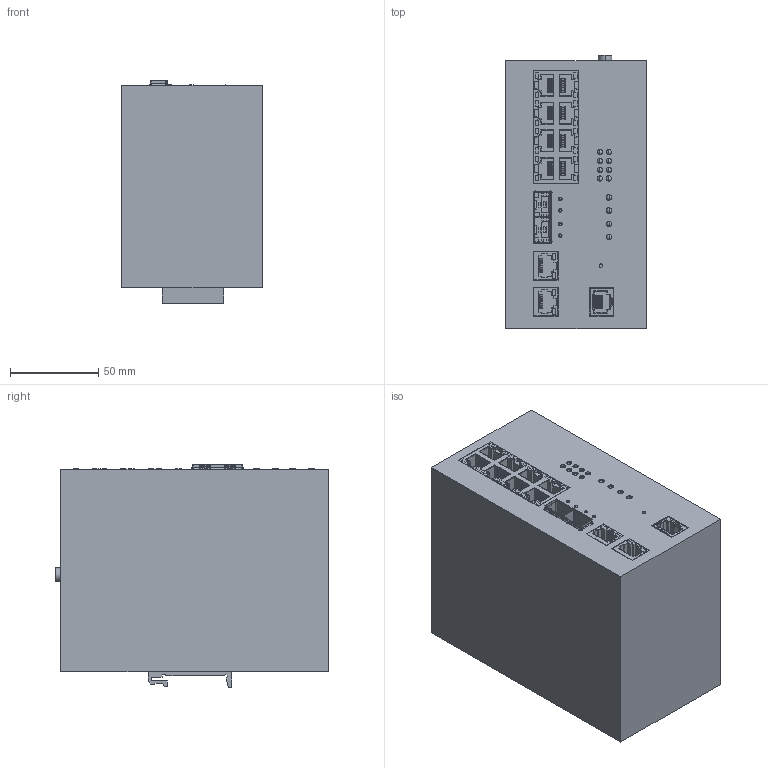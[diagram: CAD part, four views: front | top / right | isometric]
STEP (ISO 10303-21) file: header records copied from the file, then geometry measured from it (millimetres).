
FILE_DESCRIPTION (( 'STEP AP214' ), '1' );
FILE_NAME ('MES3508P.STEP', '2023-03-15T08:41:29', ( '' ), ( '' ), 'SwSTEP 2.0', 'SolidWorks 2021', '' );
FILE_SCHEMA (( 'AUTOMOTIVE_DESIGN' ));
Length unit declared in the file: millimetre
Products named in the file (15): RJ45_1GB_1X1_LED_UP_RJ45_1GB_1X1_LED_UP_B-top B50S(28-07)G8-85-P223-B12; MES3508P; LOGOTIP_ELTEX_LOGOTIP_ELTEX; TYCO21982311_TYCO21982311; SWT42_SWT42_SWT-42-4.3; Áàáûøêà MES3508P; L1301_L1301_L-130WDT-1GYW; Plate mes3508(p) (1v2); L7104FO_L7104FO; RJ45_2X4_8P8C_WL_RJ45_2X4_8P8C_WL_kingsun 3027s-48831; MSTBA2_5_3G_MSTBA2_5_3G; REPER_REPER; RJ45_1X1_SH_RJ45_1X1_SH_3019AB5611(KINSUN); Plate spm-dc-mes3508p (1v7); MSTBA2_5_2G_MSTBA2_5_2G
Assembly tree (22 placements, depth 3):
  MES3508P
    Plate mes3508(p) (1v2)
      TYCO21982311_TYCO21982311
      REPER_REPER  x2
      RJ45_1GB_1X1_LED_UP_RJ45_1GB_1X1_LED_UP_B-top B50S(28-07)G8-85-P223-B12  x2
      RJ45_2X4_8P8C_WL_RJ45_2X4_8P8C_WL_kingsun 3027s-48831
    Plate spm-dc-mes3508p (1v7)
      RJ45_1X1_SH_RJ45_1X1_SH_3019AB5611(KINSUN)
      L1301_L1301_L-130WDT-1GYW  x4
      SWT42_SWT42_SWT-42-4.3
      L7104FO_L7104FO  x4
      MSTBA2_5_2G_MSTBA2_5_2G  x2
      MSTBA2_5_3G_MSTBA2_5_3G
    Áàáûøêà MES3508P
  LOGOTIP_ELTEX_LOGOTIP_ELTEX
Bounding box: 80 x 155 x 126.58 mm (x, y, z)
Volume: 198708.4 mm3; surface area: 190266.1 mm2
Topology: 48 solids, 51 shells, 5690 faces, 16113 edges, 10633 vertices
Faces by surface type: plane 3758, cylinder 1673, bspline 138, cone 65, torus 56
Entity records: 187633 total; most frequent: CARTESIAN_POINT 36343, ORIENTED_EDGE 27847, DIRECTION 26232, EDGE_CURVE 14338, LINE 10628, VECTOR 10628, VERTEX_POINT 9513, AXIS2_PLACEMENT_3D 7802
